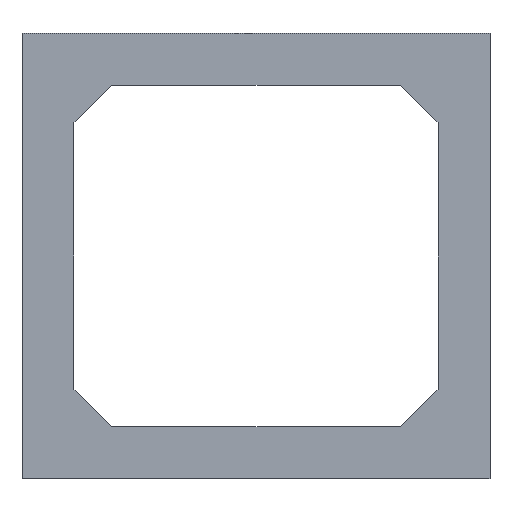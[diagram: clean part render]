
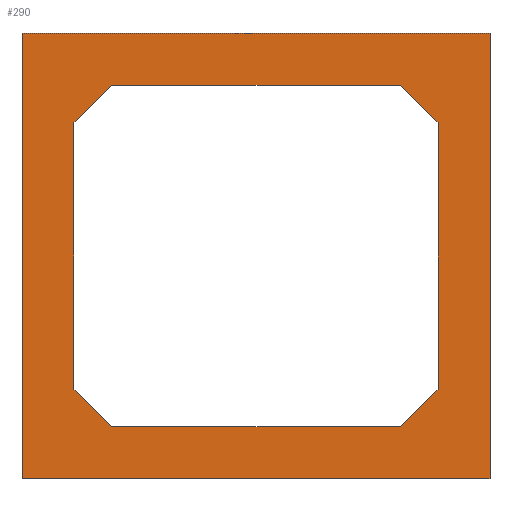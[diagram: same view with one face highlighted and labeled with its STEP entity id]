
A CAD part, left-side view. The second image highlights one B-rep face of the part: STEP entity #290.
In plain terms, the highlighted planar face has unit normal (-1, 0, 0).
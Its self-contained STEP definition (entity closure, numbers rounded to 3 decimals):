
#16=FACE_BOUND('',#46,.T.);
#30=FACE_OUTER_BOUND('',#45,.T.);
#45=EDGE_LOOP('',(#250,#251,#252,#253,#254));
#46=EDGE_LOOP('',(#255,#256,#257,#258,#259,#260,#261,#262));
#47=LINE('',#391,#85);
#52=LINE('',#400,#90);
#55=LINE('',#406,#93);
#66=LINE('',#430,#104);
#69=LINE('',#435,#107);
#71=LINE('',#439,#109);
#73=LINE('',#443,#111);
#75=LINE('',#447,#113);
#77=LINE('',#451,#115);
#79=LINE('',#455,#117);
#81=LINE('',#458,#119);
#82=LINE('',#461,#120);
#84=LINE('',#464,#122);
#85=VECTOR('',#323,10.);
#90=VECTOR('',#328,10.);
#93=VECTOR('',#333,10.);
#104=VECTOR('',#348,10.);
#107=VECTOR('',#353,10.);
#109=VECTOR('',#357,10.);
#111=VECTOR('',#361,10.);
#113=VECTOR('',#365,10.);
#115=VECTOR('',#369,10.);
#117=VECTOR('',#373,10.);
#119=VECTOR('',#377,10.);
#120=VECTOR('',#380,10.);
#122=VECTOR('',#384,10.);
#123=VERTEX_POINT('',#389);
#124=VERTEX_POINT('',#390);
#128=VERTEX_POINT('',#398);
#130=VERTEX_POINT('',#404);
#140=VERTEX_POINT('',#428);
#141=VERTEX_POINT('',#429);
#142=VERTEX_POINT('',#434);
#143=VERTEX_POINT('',#438);
#144=VERTEX_POINT('',#442);
#145=VERTEX_POINT('',#446);
#146=VERTEX_POINT('',#450);
#147=VERTEX_POINT('',#454);
#148=VERTEX_POINT('',#460);
#149=EDGE_CURVE('',#123,#124,#47,.T.);
#154=EDGE_CURVE('',#128,#123,#52,.T.);
#157=EDGE_CURVE('',#128,#130,#55,.T.);
#168=EDGE_CURVE('',#140,#141,#66,.T.);
#171=EDGE_CURVE('',#142,#140,#69,.T.);
#173=EDGE_CURVE('',#143,#142,#71,.T.);
#175=EDGE_CURVE('',#144,#143,#73,.T.);
#177=EDGE_CURVE('',#145,#144,#75,.T.);
#179=EDGE_CURVE('',#146,#145,#77,.T.);
#181=EDGE_CURVE('',#147,#146,#79,.T.);
#183=EDGE_CURVE('',#141,#147,#81,.T.);
#184=EDGE_CURVE('',#148,#130,#82,.T.);
#186=EDGE_CURVE('',#124,#148,#84,.T.);
#250=ORIENTED_EDGE('',*,*,#157,.T.);
#251=ORIENTED_EDGE('',*,*,#184,.F.);
#252=ORIENTED_EDGE('',*,*,#186,.F.);
#253=ORIENTED_EDGE('',*,*,#149,.F.);
#254=ORIENTED_EDGE('',*,*,#154,.F.);
#255=ORIENTED_EDGE('',*,*,#183,.F.);
#256=ORIENTED_EDGE('',*,*,#168,.F.);
#257=ORIENTED_EDGE('',*,*,#171,.F.);
#258=ORIENTED_EDGE('',*,*,#173,.F.);
#259=ORIENTED_EDGE('',*,*,#175,.F.);
#260=ORIENTED_EDGE('',*,*,#177,.F.);
#261=ORIENTED_EDGE('',*,*,#179,.F.);
#262=ORIENTED_EDGE('',*,*,#181,.F.);
#276=PLANE('',#318);
#290=ADVANCED_FACE('',(#30,#16),#276,.T.);
#318=AXIS2_PLACEMENT_3D('',#465,#385,#386);
#323=DIRECTION('',(0.,1.,0.));
#328=DIRECTION('',(0.,1.,0.));
#333=DIRECTION('',(0.,0.,1.));
#348=DIRECTION('',(0.,0.707,0.707));
#353=DIRECTION('',(0.,0.,1.));
#357=DIRECTION('',(0.,-0.707,0.707));
#361=DIRECTION('',(0.,-1.,0.));
#365=DIRECTION('',(0.,-0.707,-0.707));
#369=DIRECTION('',(0.,0.,-1.));
#373=DIRECTION('',(0.,0.707,-0.707));
#377=DIRECTION('',(0.,1.,0.));
#380=DIRECTION('',(0.,-1.,0.));
#384=DIRECTION('',(0.,0.,1.));
#385=DIRECTION('center_axis',(-1.,0.,0.));
#386=DIRECTION('ref_axis',(0.,0.,1.));
#389=CARTESIAN_POINT('',(138.251,231.548,822.109));
#390=CARTESIAN_POINT('',(138.251,241.548,822.109));
#391=CARTESIAN_POINT('',(138.251,241.548,822.109));
#398=CARTESIAN_POINT('',(138.251,178.548,822.109));
#400=CARTESIAN_POINT('',(138.251,194.298,822.109));
#404=CARTESIAN_POINT('',(138.251,178.548,882.109));
#406=CARTESIAN_POINT('',(138.251,178.548,882.102));
#428=CARTESIAN_POINT('',(138.251,185.548,870.05));
#429=CARTESIAN_POINT('',(138.251,190.607,875.109));
#430=CARTESIAN_POINT('',(138.251,185.548,870.05));
#434=CARTESIAN_POINT('',(138.251,185.548,834.168));
#435=CARTESIAN_POINT('',(138.251,185.548,854.609));
#438=CARTESIAN_POINT('',(138.251,190.607,829.109));
#439=CARTESIAN_POINT('',(138.251,190.607,829.109));
#442=CARTESIAN_POINT('',(138.251,229.489,829.109));
#443=CARTESIAN_POINT('',(138.251,207.548,829.109));
#446=CARTESIAN_POINT('',(138.251,234.548,834.168));
#447=CARTESIAN_POINT('',(138.251,234.548,834.168));
#450=CARTESIAN_POINT('',(138.251,234.548,870.05));
#451=CARTESIAN_POINT('',(138.251,234.548,849.609));
#454=CARTESIAN_POINT('',(138.251,229.489,875.109));
#455=CARTESIAN_POINT('',(138.251,229.489,875.109));
#458=CARTESIAN_POINT('',(138.251,212.548,875.109));
#460=CARTESIAN_POINT('',(138.251,241.548,882.109));
#461=CARTESIAN_POINT('',(138.251,188.548,882.109));
#464=CARTESIAN_POINT('',(138.251,241.548,822.109));
#465=CARTESIAN_POINT('Origin',(138.251,210.048,852.112));
